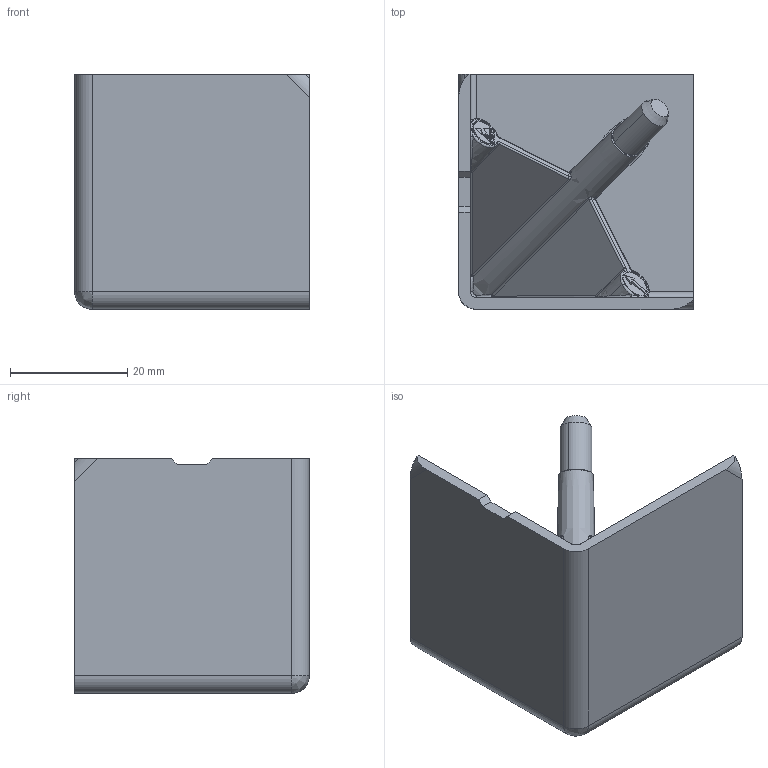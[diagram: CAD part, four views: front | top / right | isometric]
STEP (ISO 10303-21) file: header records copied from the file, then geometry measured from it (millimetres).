
FILE_DESCRIPTION (( 'STEP AP203' ), '1' );
FILE_NAME ('412548722_c_1.STEP', '2023-05-15T03:58:42', ( '' ), ( '' ), 'SwSTEP 2.0', 'SolidWorks 2014', '' );
FILE_SCHEMA (( 'CONFIG_CONTROL_DESIGN' ));
Length unit declared in the file: millimetre
Products named in the file (1): 412548722_c_1
Bounding box: 40 x 40 x 40 mm (x, y, z)
Volume: 12534.8 mm3; surface area: 11837.3 mm2
Topology: 1 solids, 1 shells, 369 faces, 1010 edges, 647 vertices
Faces by surface type: plane 241, bspline 80, cylinder 33, cone 15
Entity records: 14118 total; most frequent: CARTESIAN_POINT 5357, ORIENTED_EDGE 2004, DIRECTION 1525, EDGE_CURVE 1002, VECTOR 689, LINE 689, VERTEX_POINT 647, AXIS2_PLACEMENT_3D 418
